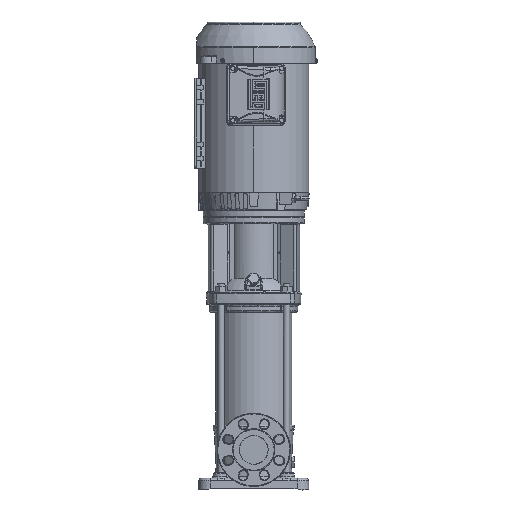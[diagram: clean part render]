
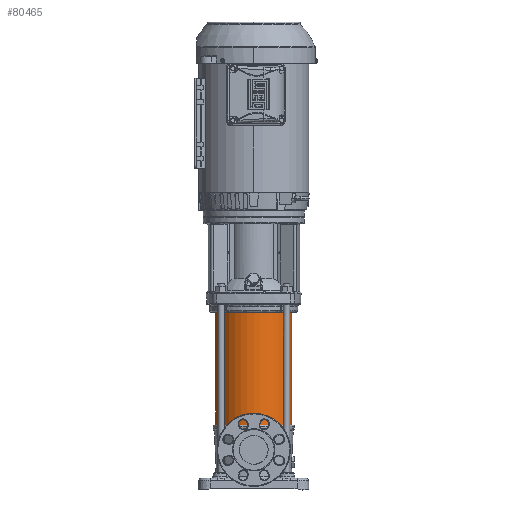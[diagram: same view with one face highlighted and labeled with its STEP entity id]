
A CAD part, top view. The second image highlights one B-rep face of the part: STEP entity #80465.
In plain terms, the highlighted cylindrical face has radius 85.35 mm (diameter 170.7 mm), a partial arc.
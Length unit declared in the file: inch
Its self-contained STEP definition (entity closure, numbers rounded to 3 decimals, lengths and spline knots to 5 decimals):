
#1196 = CYLINDRICAL_SURFACE ( 'NONE', #62259, 3.36024 ) ;
#10798 = VERTEX_POINT ( 'NONE', #92432 ) ;
#13207 = DIRECTION ( 'NONE',  ( 0., 1., 0. ) ) ;
#15011 = FACE_OUTER_BOUND ( 'NONE', #167153, .T. ) ;
#15631 = EDGE_CURVE ( 'NONE', #23647, #85735, #114232, .T. ) ;
#16012 = DIRECTION ( 'NONE',  ( 0., 1., 0. ) ) ;
#23647 = VERTEX_POINT ( 'NONE', #124468 ) ;
#26418 = AXIS2_PLACEMENT_3D ( 'NONE', #44725, #173228, #115420 ) ;
#31863 = ORIENTED_EDGE ( 'NONE', *, *, #43594, .T. ) ;
#42762 = LINE ( 'NONE', #71209, #65053 ) ;
#43594 = EDGE_CURVE ( 'NONE', #10798, #23647, #120301, .T. ) ;
#44725 = CARTESIAN_POINT ( 'NONE',  ( 0., 2.20472, 0. ) ) ;
#44810 = DIRECTION ( 'NONE',  ( 0., 0., 1. ) ) ;
#57654 = CARTESIAN_POINT ( 'NONE',  ( 0., 12.2252, 0. ) ) ;
#58176 = CARTESIAN_POINT ( 'NONE',  ( 0., 1.70079, 3.36024 ) ) ;
#62259 = AXIS2_PLACEMENT_3D ( 'NONE', #125218, #13207, #154572 ) ;
#65053 = VECTOR ( 'NONE', #181459, 39.37008 ) ;
#70060 = ORIENTED_EDGE ( 'NONE', *, *, #128010, .T. ) ;
#71209 = CARTESIAN_POINT ( 'NONE',  ( 0., 1.70079, -3.36024 ) ) ;
#73124 = VECTOR ( 'NONE', #16012, 39.37008 ) ;
#75710 = DIRECTION ( 'NONE',  ( 0., -1., 0. ) ) ;
#80052 = CARTESIAN_POINT ( 'NONE',  ( 0., 12.2252, -3.36024 ) ) ;
#80465 = ADVANCED_FACE ( 'NONE', ( #15011 ), #1196, .T. ) ;
#85735 = VERTEX_POINT ( 'NONE', #145022 ) ;
#92432 = CARTESIAN_POINT ( 'NONE',  ( 0., 2.20472, -3.36024 ) ) ;
#95320 = CIRCLE ( 'NONE', #180403, 3.36024 ) ;
#109582 = ORIENTED_EDGE ( 'NONE', *, *, #15631, .T. ) ;
#114232 = LINE ( 'NONE', #58176, #73124 ) ;
#115179 = VERTEX_POINT ( 'NONE', #80052 ) ;
#115420 = DIRECTION ( 'NONE',  ( 0., 0., 1. ) ) ;
#120301 = CIRCLE ( 'NONE', #26418, 3.36024 ) ;
#124468 = CARTESIAN_POINT ( 'NONE',  ( 0., 2.20472, 3.36024 ) ) ;
#125218 = CARTESIAN_POINT ( 'NONE',  ( 0., 1.70079, 0. ) ) ;
#128010 = EDGE_CURVE ( 'NONE', #85735, #115179, #95320, .T. ) ;
#138869 = ORIENTED_EDGE ( 'NONE', *, *, #139849, .F. ) ;
#139849 = EDGE_CURVE ( 'NONE', #10798, #115179, #42762, .T. ) ;
#145022 = CARTESIAN_POINT ( 'NONE',  ( 0., 12.2252, 3.36024 ) ) ;
#154572 = DIRECTION ( 'NONE',  ( 0., 0., 1. ) ) ;
#167153 = EDGE_LOOP ( 'NONE', ( #138869, #31863, #109582, #70060 ) ) ;
#173228 = DIRECTION ( 'NONE',  ( 0., 1., 0. ) ) ;
#180403 = AXIS2_PLACEMENT_3D ( 'NONE', #57654, #75710, #44810 ) ;
#181459 = DIRECTION ( 'NONE',  ( 0., 1., 0. ) ) ;
